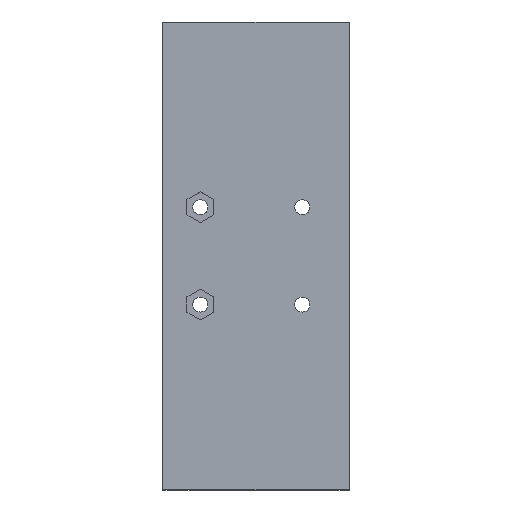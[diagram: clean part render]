
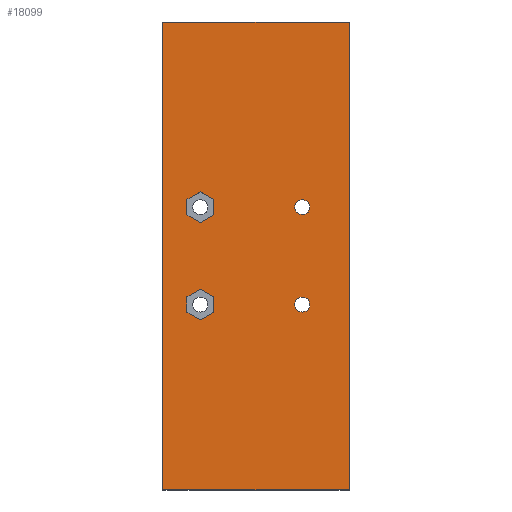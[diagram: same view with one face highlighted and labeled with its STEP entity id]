
A CAD part, top view. The second image highlights one B-rep face of the part: STEP entity #18099.
In plain terms, the highlighted planar face has unit normal (0, 0, 1).
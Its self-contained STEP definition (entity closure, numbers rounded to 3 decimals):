
#25=FACE_BOUND('',#1040,.T.);
#26=FACE_BOUND('',#1041,.T.);
#27=FACE_BOUND('',#1042,.T.);
#28=FACE_BOUND('',#1043,.T.);
#53=CIRCLE('',#19032,1.6);
#54=CIRCLE('',#19033,1.6);
#119=FACE_OUTER_BOUND('',#1039,.T.);
#1039=EDGE_LOOP('',(#12324,#12325,#12326,#12327));
#1040=EDGE_LOOP('',(#12328,#12329,#12330,#12331,#12332,#12333));
#1041=EDGE_LOOP('',(#12334,#12335,#12336,#12337,#12338,#12339));
#1042=EDGE_LOOP('',(#12340));
#1043=EDGE_LOOP('',(#12341));
#1925=LINE('',#24441,#4603);
#1929=LINE('',#24449,#4607);
#1932=LINE('',#24455,#4610);
#1935=LINE('',#24461,#4613);
#1938=LINE('',#24467,#4616);
#1941=LINE('',#24472,#4619);
#1943=LINE('',#24480,#4621);
#1947=LINE('',#24488,#4625);
#1950=LINE('',#24494,#4628);
#1953=LINE('',#24500,#4631);
#1956=LINE('',#24506,#4634);
#1959=LINE('',#24511,#4637);
#2218=LINE('',#25035,#4896);
#2369=LINE('',#25335,#5047);
#2370=LINE('',#25338,#5048);
#2371=LINE('',#25339,#5049);
#4603=VECTOR('',#19905,10.);
#4607=VECTOR('',#19911,10.);
#4610=VECTOR('',#19916,10.);
#4613=VECTOR('',#19921,10.);
#4616=VECTOR('',#19926,10.);
#4619=VECTOR('',#19931,10.);
#4621=VECTOR('',#19939,10.);
#4625=VECTOR('',#19945,10.);
#4628=VECTOR('',#19950,10.);
#4631=VECTOR('',#19955,10.);
#4634=VECTOR('',#19960,10.);
#4637=VECTOR('',#19965,10.);
#4896=VECTOR('',#20304,1.);
#5047=VECTOR('',#20463,1.);
#5048=VECTOR('',#20466,1.);
#5049=VECTOR('',#20467,1.);
#7281=VERTEX_POINT('',#24439);
#7282=VERTEX_POINT('',#24440);
#7285=VERTEX_POINT('',#24448);
#7287=VERTEX_POINT('',#24454);
#7289=VERTEX_POINT('',#24460);
#7291=VERTEX_POINT('',#24466);
#7294=VERTEX_POINT('',#24478);
#7295=VERTEX_POINT('',#24479);
#7298=VERTEX_POINT('',#24487);
#7300=VERTEX_POINT('',#24493);
#7302=VERTEX_POINT('',#24499);
#7304=VERTEX_POINT('',#24505);
#7529=VERTEX_POINT('',#25032);
#7530=VERTEX_POINT('',#25034);
#7675=VERTEX_POINT('',#25333);
#7676=VERTEX_POINT('',#25337);
#7677=VERTEX_POINT('',#25340);
#7678=VERTEX_POINT('',#25342);
#9063=EDGE_CURVE('',#7281,#7282,#1925,.T.);
#9067=EDGE_CURVE('',#7282,#7285,#1929,.T.);
#9070=EDGE_CURVE('',#7285,#7287,#1932,.T.);
#9073=EDGE_CURVE('',#7289,#7281,#1935,.T.);
#9076=EDGE_CURVE('',#7291,#7289,#1938,.T.);
#9079=EDGE_CURVE('',#7287,#7291,#1941,.T.);
#9082=EDGE_CURVE('',#7294,#7295,#1943,.T.);
#9086=EDGE_CURVE('',#7295,#7298,#1947,.T.);
#9089=EDGE_CURVE('',#7298,#7300,#1950,.T.);
#9092=EDGE_CURVE('',#7302,#7294,#1953,.T.);
#9095=EDGE_CURVE('',#7304,#7302,#1956,.T.);
#9098=EDGE_CURVE('',#7300,#7304,#1959,.T.);
#9358=EDGE_CURVE('',#7529,#7530,#2218,.T.);
#9509=EDGE_CURVE('',#7529,#7675,#2369,.T.);
#9510=EDGE_CURVE('',#7675,#7676,#2370,.T.);
#9511=EDGE_CURVE('',#7530,#7676,#2371,.T.);
#9512=EDGE_CURVE('',#7677,#7677,#53,.T.);
#9513=EDGE_CURVE('',#7678,#7678,#54,.T.);
#12324=ORIENTED_EDGE('',*,*,#9358,.F.);
#12325=ORIENTED_EDGE('',*,*,#9509,.T.);
#12326=ORIENTED_EDGE('',*,*,#9510,.T.);
#12327=ORIENTED_EDGE('',*,*,#9511,.F.);
#12328=ORIENTED_EDGE('',*,*,#9098,.T.);
#12329=ORIENTED_EDGE('',*,*,#9095,.T.);
#12330=ORIENTED_EDGE('',*,*,#9092,.T.);
#12331=ORIENTED_EDGE('',*,*,#9082,.T.);
#12332=ORIENTED_EDGE('',*,*,#9086,.T.);
#12333=ORIENTED_EDGE('',*,*,#9089,.T.);
#12334=ORIENTED_EDGE('',*,*,#9079,.T.);
#12335=ORIENTED_EDGE('',*,*,#9076,.T.);
#12336=ORIENTED_EDGE('',*,*,#9073,.T.);
#12337=ORIENTED_EDGE('',*,*,#9063,.T.);
#12338=ORIENTED_EDGE('',*,*,#9067,.T.);
#12339=ORIENTED_EDGE('',*,*,#9070,.T.);
#12340=ORIENTED_EDGE('',*,*,#9512,.T.);
#12341=ORIENTED_EDGE('',*,*,#9513,.T.);
#17189=PLANE('',#19031);
#18099=ADVANCED_FACE('',(#119,#25,#26,#27,#28),#17189,.T.);
#19031=AXIS2_PLACEMENT_3D('',#25336,#20464,#20465);
#19032=AXIS2_PLACEMENT_3D('',#25341,#20468,#20469);
#19033=AXIS2_PLACEMENT_3D('',#25343,#20470,#20471);
#19905=DIRECTION('',(0.866,0.5,0.));
#19911=DIRECTION('',(0.866,-0.5,0.));
#19916=DIRECTION('',(0.,-1.,0.));
#19921=DIRECTION('',(0.,1.,0.));
#19926=DIRECTION('',(-0.866,0.5,0.));
#19931=DIRECTION('',(-0.866,-0.5,0.));
#19939=DIRECTION('',(0.866,0.5,0.));
#19945=DIRECTION('',(0.866,-0.5,0.));
#19950=DIRECTION('',(0.,-1.,0.));
#19955=DIRECTION('',(0.,1.,0.));
#19960=DIRECTION('',(-0.866,0.5,0.));
#19965=DIRECTION('',(-0.866,-0.5,0.));
#20304=DIRECTION('',(0.,1.,0.));
#20463=DIRECTION('',(1.,0.,0.));
#20464=DIRECTION('center_axis',(0.,0.,1.));
#20465=DIRECTION('ref_axis',(1.,0.,0.));
#20466=DIRECTION('',(0.,1.,0.));
#20467=DIRECTION('',(1.,0.,0.));
#20468=DIRECTION('center_axis',(0.,0.,-1.));
#20469=DIRECTION('ref_axis',(1.,0.,0.));
#20470=DIRECTION('center_axis',(0.,0.,-1.));
#20471=DIRECTION('ref_axis',(1.,0.,0.));
#24439=CARTESIAN_POINT('',(5.142,62.05,27.1));
#24440=CARTESIAN_POINT('',(8.,63.7,27.1));
#24441=CARTESIAN_POINT('',(-8.791,54.005,27.1));
#24448=CARTESIAN_POINT('',(10.858,62.05,27.1));
#24449=CARTESIAN_POINT('',(20.22,56.645,27.1));
#24454=CARTESIAN_POINT('',(10.858,58.75,27.1));
#24455=CARTESIAN_POINT('',(10.858,29.375,27.1));
#24460=CARTESIAN_POINT('',(5.142,58.75,27.1));
#24461=CARTESIAN_POINT('',(5.142,31.025,27.1));
#24466=CARTESIAN_POINT('',(8.,57.1,27.1));
#24467=CARTESIAN_POINT('',(15.934,52.52,27.1));
#24472=CARTESIAN_POINT('',(-7.363,48.23,27.1));
#24478=CARTESIAN_POINT('',(5.142,41.25,27.1));
#24479=CARTESIAN_POINT('',(8.,42.9,27.1));
#24480=CARTESIAN_POINT('',(-4.288,35.805,27.1));
#24487=CARTESIAN_POINT('',(10.858,41.25,27.1));
#24488=CARTESIAN_POINT('',(15.717,38.445,27.1));
#24493=CARTESIAN_POINT('',(10.858,37.95,27.1));
#24494=CARTESIAN_POINT('',(10.858,18.975,27.1));
#24499=CARTESIAN_POINT('',(5.142,37.95,27.1));
#24500=CARTESIAN_POINT('',(5.142,20.625,27.1));
#24505=CARTESIAN_POINT('',(8.,36.3,27.1));
#24506=CARTESIAN_POINT('',(11.43,34.32,27.1));
#24511=CARTESIAN_POINT('',(-2.859,30.03,27.1));
#25032=CARTESIAN_POINT('',(0.,0.,27.1));
#25034=CARTESIAN_POINT('',(0.,100.,27.1));
#25035=CARTESIAN_POINT('',(0.,0.,27.1));
#25333=CARTESIAN_POINT('',(39.8,0.,27.1));
#25335=CARTESIAN_POINT('',(0.,0.,27.1));
#25336=CARTESIAN_POINT('Origin',(0.,0.,27.1));
#25337=CARTESIAN_POINT('',(39.8,100.,27.1));
#25338=CARTESIAN_POINT('',(39.8,0.,27.1));
#25339=CARTESIAN_POINT('',(0.,100.,27.1));
#25340=CARTESIAN_POINT('',(28.2,39.6,27.1));
#25341=CARTESIAN_POINT('Origin',(29.8,39.6,27.1));
#25342=CARTESIAN_POINT('',(28.2,60.4,27.1));
#25343=CARTESIAN_POINT('Origin',(29.8,60.4,27.1));
